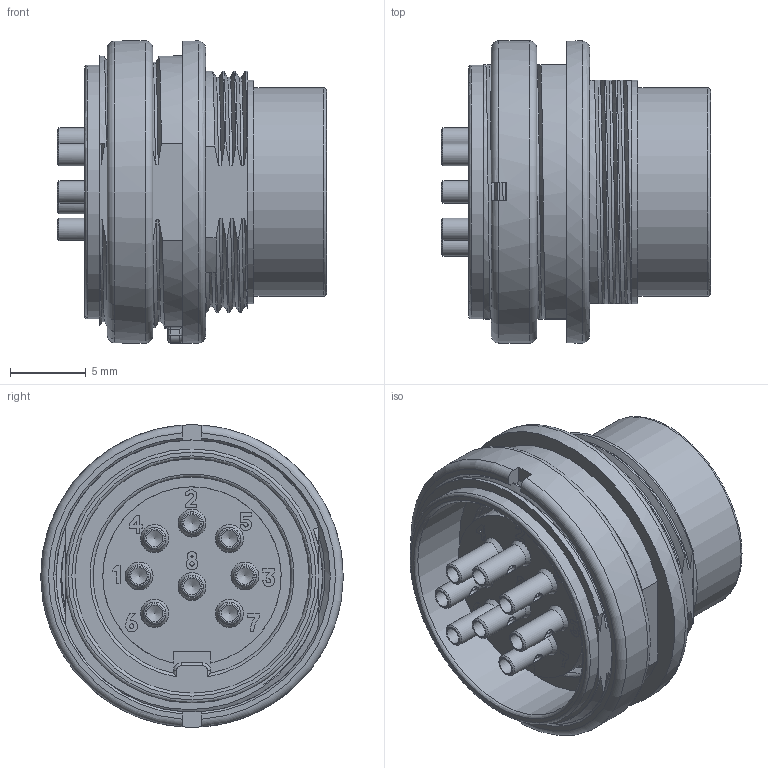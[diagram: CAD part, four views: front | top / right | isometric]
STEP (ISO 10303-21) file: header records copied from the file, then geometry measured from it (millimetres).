
FILE_DESCRIPTION(/* description */ (''),/* implementation_level */ '2;1');
FILE_NAME(/* name */ 't 3506 000 unxc001-02.stp',/* time_stamp */ '2019-07-08T17:44:56+02:00',/* author */ (''),/* organization */ (''),/* preprocessor_version */ 'ST-DEVELOPER v16.7',/* originating_system */ 'SIEMENS PLM Software NX 12.0',/* authorisation */ '');
FILE_SCHEMA (('AUTOMOTIVE_DESIGN { 1 0 10303 214 3 1 1 1 }'));
Length unit declared in the file: millimetre
Products named in the file (1): t 3506 000 unxc001-02
Bounding box: 17.8 x 20 x 20 mm (x, y, z)
Volume: 2136.2 mm3; surface area: 3399 mm2
Topology: 1 solids, 1 shells, 415 faces, 1082 edges, 704 vertices
Faces by surface type: cylinder 144, plane 134, bspline 85, cone 45, torus 7
Full cylindrical faces by diameter (mm): 0.144 x1, 0.288 x2, 0.8 x8, 1.1 x8, 1.475 x16, 1.5 x16, 1.82 x8, 13.8 x1, 14.8 x1, 15.5 x1, 16.8 x1, 18.3 x1, 20 x2
Entity records: 21735 total; most frequent: CARTESIAN_POINT 12146, ORIENTED_EDGE 1796, DIRECTION 1570, EDGE_CURVE 898, VERTEX_POINT 656, AXIS2_PLACEMENT_3D 613, EDGE_LOOP 610, ADVANCED_FACE 415
